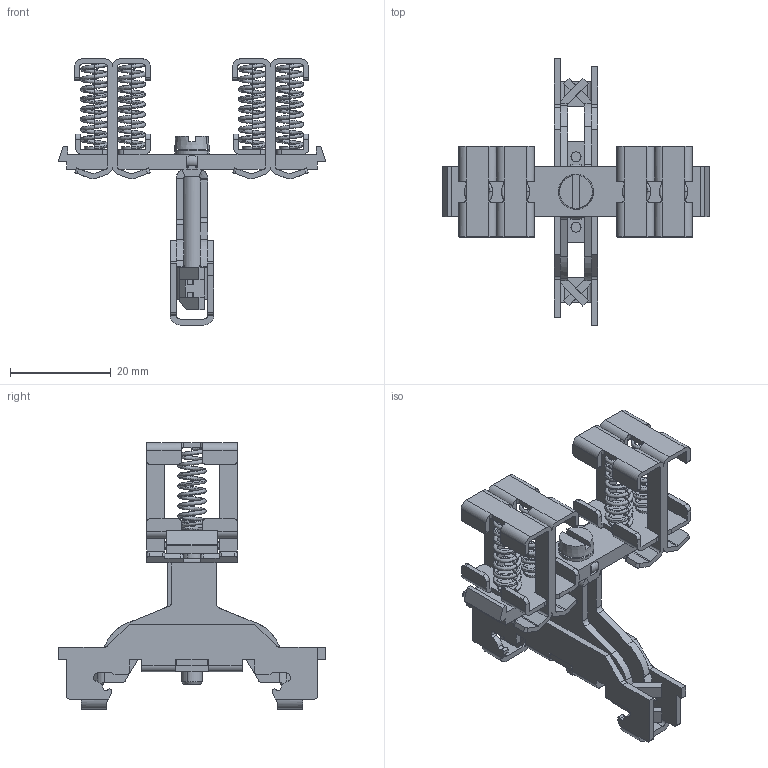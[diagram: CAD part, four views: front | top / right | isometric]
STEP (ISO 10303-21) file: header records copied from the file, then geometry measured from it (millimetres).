
FILE_DESCRIPTION(('CATIA V5R24 STEP','CAx-IF Rec.Pracs.--- Model Styling and Organization---1.2---2011-12-15'),'2;1');
FILE_NAME ('D1455774_0_1771990000_1771990000.stp','2016-12-21T13:51:56+00:00',('none'),('Weidmueller'),'CATIA Version 5-6 Release 2014 SP4 HF52','CATIA V5 STEP AP214','none');
FILE_SCHEMA(('AUTOMOTIVE_DESIGN { 1 0 10303 214 1 1 1 1 }'));
Length unit declared in the file: millimetre
Products named in the file (1): v5-standard_part
Bounding box: 53 x 53 x 52.87 mm (x, y, z)
Volume: 7445.1 mm3; surface area: 12878 mm2
Topology: 1 solids, 5 shells, 907 faces, 2493 edges, 1598 vertices
Faces by surface type: plane 452, cylinder 293, bspline 146, cone 12, torus 2, extrusion 2
Entity records: 38050 total; most frequent: CARTESIAN_POINT 17909, ORIENTED_EDGE 4986, DIRECTION 3013, EDGE_CURVE 2493, VERTEX_POINT 1598, VECTOR 1513, LINE 1511, AXIS2_PLACEMENT_3D 1012
